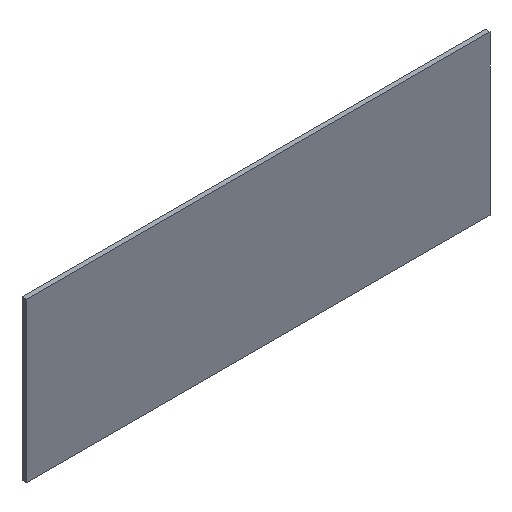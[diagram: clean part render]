
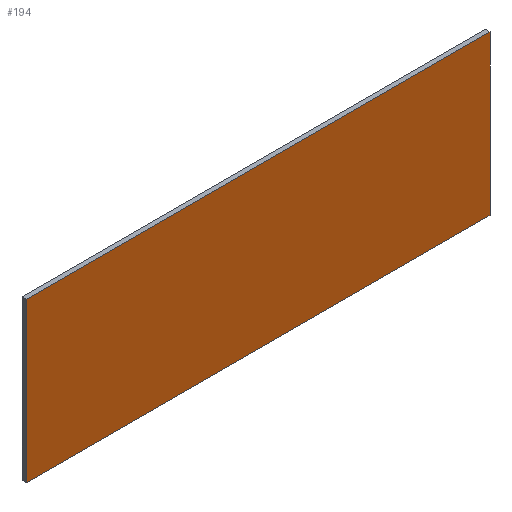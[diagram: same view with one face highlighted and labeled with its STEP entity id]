
A CAD part, isometric view. The second image highlights one B-rep face of the part: STEP entity #194.
In plain terms, the highlighted planar face has unit normal (0, -1, 0).
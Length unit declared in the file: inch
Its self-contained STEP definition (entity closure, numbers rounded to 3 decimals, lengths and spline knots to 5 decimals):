
#20 = VECTOR ( 'NONE', #94, 39.37008 ) ;
#25 = EDGE_CURVE ( 'NONE', #197, #189, #108, .T. ) ;
#34 = VECTOR ( 'NONE', #127, 39.37008 ) ;
#38 = CARTESIAN_POINT ( 'NONE',  ( 12.25, -0.25, -4.2 ) ) ;
#40 = CARTESIAN_POINT ( 'NONE',  ( 0., -0.25, 0. ) ) ;
#43 = FACE_OUTER_BOUND ( 'NONE', #202, .T. ) ;
#50 = DIRECTION ( 'NONE',  ( 1., 0., 0. ) ) ;
#59 = DIRECTION ( 'NONE',  ( 0., -1., 0. ) ) ;
#62 = CARTESIAN_POINT ( 'NONE',  ( 12.25, -0.25, 4.2 ) ) ;
#77 = PLANE ( 'NONE',  #86 ) ;
#86 = AXIS2_PLACEMENT_3D ( 'NONE', #40, #59, #184 ) ;
#88 = VERTEX_POINT ( 'NONE', #125 ) ;
#90 = LINE ( 'NONE', #92, #128 ) ;
#92 = CARTESIAN_POINT ( 'NONE',  ( 12.25, -0.25, 4.2 ) ) ;
#94 = DIRECTION ( 'NONE',  ( 0., 0., -1. ) ) ;
#108 = LINE ( 'NONE', #38, #20 ) ;
#113 = DIRECTION ( 'NONE',  ( -1., 0., 0. ) ) ;
#114 = LINE ( 'NONE', #190, #34 ) ;
#125 = CARTESIAN_POINT ( 'NONE',  ( -12.25, -0.25, -4.2 ) ) ;
#127 = DIRECTION ( 'NONE',  ( 0., 0., 1. ) ) ;
#128 = VECTOR ( 'NONE', #50, 39.37008 ) ;
#142 = EDGE_CURVE ( 'NONE', #174, #197, #90, .T. ) ;
#148 = CARTESIAN_POINT ( 'NONE',  ( 12.25, -0.25, -4.2 ) ) ;
#151 = CARTESIAN_POINT ( 'NONE',  ( -12.25, -0.25, -4.2 ) ) ;
#156 = ORIENTED_EDGE ( 'NONE', *, *, #179, .F. ) ;
#168 = LINE ( 'NONE', #151, #234 ) ;
#174 = VERTEX_POINT ( 'NONE', #233 ) ;
#179 = EDGE_CURVE ( 'NONE', #88, #174, #114, .T. ) ;
#182 = ORIENTED_EDGE ( 'NONE', *, *, #25, .F. ) ;
#184 = DIRECTION ( 'NONE',  ( -1., 0., 0. ) ) ;
#189 = VERTEX_POINT ( 'NONE', #148 ) ;
#190 = CARTESIAN_POINT ( 'NONE',  ( -12.25, -0.25, 4.2 ) ) ;
#192 = ORIENTED_EDGE ( 'NONE', *, *, #142, .F. ) ;
#194 = ADVANCED_FACE ( 'NONE', ( #43 ), #77, .T. ) ;
#197 = VERTEX_POINT ( 'NONE', #62 ) ;
#202 = EDGE_LOOP ( 'NONE', ( #156, #212, #182, #192 ) ) ;
#207 = EDGE_CURVE ( 'NONE', #189, #88, #168, .T. ) ;
#212 = ORIENTED_EDGE ( 'NONE', *, *, #207, .F. ) ;
#233 = CARTESIAN_POINT ( 'NONE',  ( -12.25, -0.25, 4.2 ) ) ;
#234 = VECTOR ( 'NONE', #113, 39.37008 ) ;
